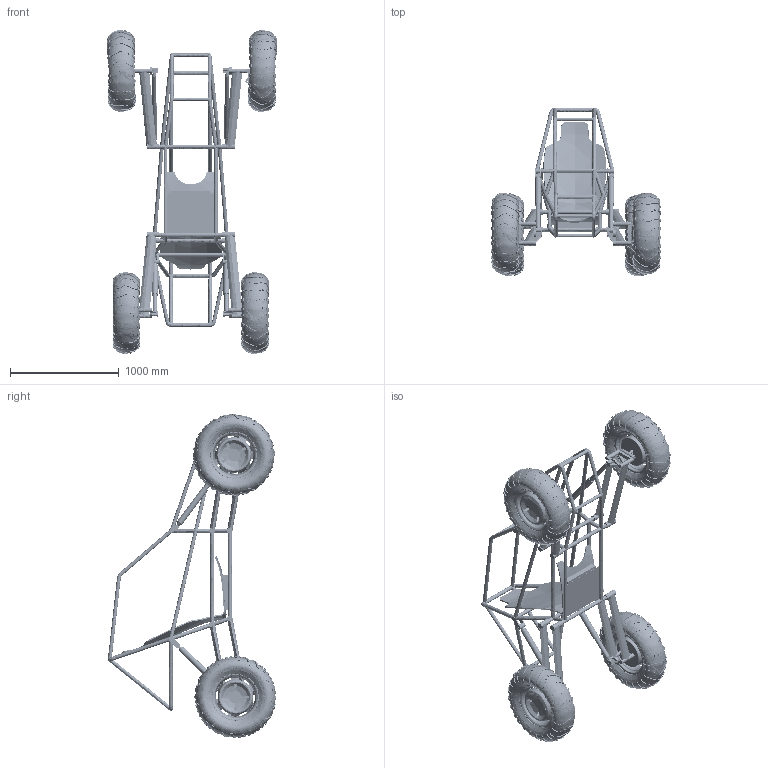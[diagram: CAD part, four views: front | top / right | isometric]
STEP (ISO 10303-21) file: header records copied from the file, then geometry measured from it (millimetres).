
FILE_DESCRIPTION(('FreeCAD Model'),'2;1');
FILE_NAME('Open CASCADE Shape Model','2025-05-04T10:08:09',('FreeCAD'),( 'FreeCAD'),'Open CASCADE STEP processor 7.6','FreeCAD','Unknown');
FILE_SCHEMA(('AUTOMOTIVE_DESIGN { 1 0 10303 214 1 1 1 1 }'));
Products named in the file (1): Open CASCADE STEP translator 7.6 1
Bounding box: 1561.69 x 1552.08 x 2983.13 mm (x, y, z)
Volume: 180527931.2 mm3; surface area: 46274702.2 mm2
Topology: 48 solids, 120 shells, 5534 faces, 13648 edges, 8814 vertices
Faces by surface type: bspline 5534
Entity records: 546074 total; most frequent: CARTESIAN_POINT 466718, ORIENTED_EDGE 27264, EDGE_CURVE 13632, B_SPLINE_CURVE_WITH_KNOTS 9168, VERTEX_POINT 8814, FACE_BOUND 6218, EDGE_LOOP 6218, ADVANCED_FACE 5534
